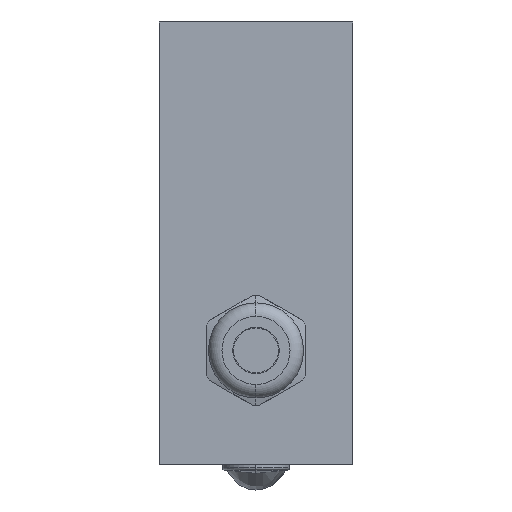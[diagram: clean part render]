
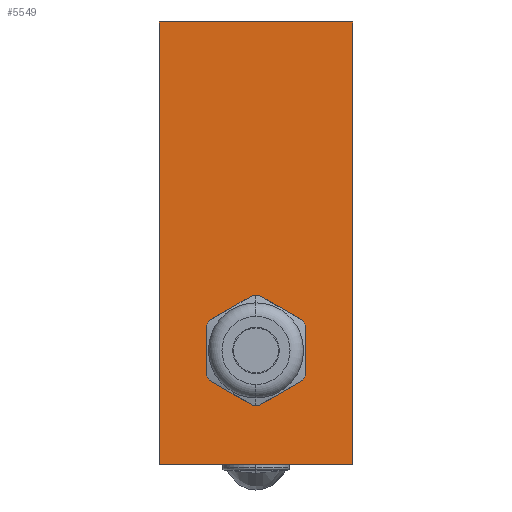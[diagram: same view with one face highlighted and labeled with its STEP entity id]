
A CAD part, left-side view. The second image highlights one B-rep face of the part: STEP entity #5549.
In plain terms, the highlighted planar face has unit normal (-1, 0, 0).
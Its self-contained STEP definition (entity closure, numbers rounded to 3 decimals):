
#27=DIRECTION('',(0.,0.,1.));
#28=VECTOR('',#27,49.378);
#29=CARTESIAN_POINT('',(0.,-10.795,-6.201));
#30=LINE('',#29,#28);
#205=DIRECTION('',(0.,1.,0.));
#206=VECTOR('',#205,21.59);
#207=CARTESIAN_POINT('',(0.,-10.795,43.177));
#208=LINE('',#207,#206);
#368=DIRECTION('',(0.,0.,1.));
#369=VECTOR('',#368,49.378);
#370=CARTESIAN_POINT('',(0.,10.795,-6.201));
#371=LINE('',#370,#369);
#469=DIRECTION('',(0.,1.,0.));
#470=VECTOR('',#469,21.59);
#471=CARTESIAN_POINT('',(0.,-10.795,-6.201));
#472=LINE('',#471,#470);
#473=CARTESIAN_POINT('',(0.,0.,6.5));
#474=DIRECTION('',(1.,0.,0.));
#475=DIRECTION('',(0.,-0.841,0.542));
#476=AXIS2_PLACEMENT_3D('',#473,#474,#475);
#478=DIRECTION('',(0.,0.866,0.5));
#479=VECTOR('',#478,5.653);
#480=CARTESIAN_POINT('',(0.,-5.198,9.85));
#481=LINE('',#480,#479);
#482=CARTESIAN_POINT('',(0.,0.,6.5));
#483=DIRECTION('',(1.,0.,0.));
#484=DIRECTION('',(0.,0.049,0.999));
#485=AXIS2_PLACEMENT_3D('',#482,#483,#484);
#487=DIRECTION('',(0.,0.866,-0.5));
#488=VECTOR('',#487,5.653);
#489=CARTESIAN_POINT('',(0.,0.302,12.676));
#490=LINE('',#489,#488);
#491=CARTESIAN_POINT('',(0.,0.,6.5));
#492=DIRECTION('',(1.,0.,0.));
#493=DIRECTION('',(0.,0.889,0.457));
#494=AXIS2_PLACEMENT_3D('',#491,#492,#493);
#496=DIRECTION('',(0.,0.,-1.));
#497=VECTOR('',#496,5.653);
#498=CARTESIAN_POINT('',(0.,5.5,9.326));
#499=LINE('',#498,#497);
#500=CARTESIAN_POINT('',(0.,0.,6.5));
#501=DIRECTION('',(1.,0.,0.));
#502=DIRECTION('',(0.,0.841,-0.542));
#503=AXIS2_PLACEMENT_3D('',#500,#501,#502);
#505=DIRECTION('',(0.,-0.866,-0.5));
#506=VECTOR('',#505,5.653);
#507=CARTESIAN_POINT('',(0.,5.198,3.15));
#508=LINE('',#507,#506);
#509=CARTESIAN_POINT('',(0.,0.,6.5));
#510=DIRECTION('',(1.,0.,0.));
#511=DIRECTION('',(0.,-0.049,-0.999));
#512=AXIS2_PLACEMENT_3D('',#509,#510,#511);
#514=DIRECTION('',(0.,-0.866,0.5));
#515=VECTOR('',#514,5.653);
#516=CARTESIAN_POINT('',(0.,-0.302,0.324));
#517=LINE('',#516,#515);
#518=CARTESIAN_POINT('',(0.,0.,6.5));
#519=DIRECTION('',(1.,0.,0.));
#520=DIRECTION('',(0.,-0.889,-0.457));
#521=AXIS2_PLACEMENT_3D('',#518,#519,#520);
#523=DIRECTION('',(0.,0.,1.));
#524=VECTOR('',#523,5.653);
#525=CARTESIAN_POINT('',(0.,-5.5,3.674));
#526=LINE('',#525,#524);
#4095=CARTESIAN_POINT('',(0.,-10.795,-6.201));
#4096=CARTESIAN_POINT('',(0.,-10.795,43.177));
#4097=VERTEX_POINT('',#4095);
#4098=VERTEX_POINT('',#4096);
#4101=CARTESIAN_POINT('',(0.,10.795,-6.201));
#4102=CARTESIAN_POINT('',(0.,10.795,43.177));
#4103=VERTEX_POINT('',#4101);
#4104=VERTEX_POINT('',#4102);
#5031=CARTESIAN_POINT('',(0.,-5.198,9.85));
#5032=CARTESIAN_POINT('',(0.,-5.5,9.326));
#5033=VERTEX_POINT('',#5031);
#5034=VERTEX_POINT('',#5032);
#5035=CARTESIAN_POINT('',(0.,-5.5,3.674));
#5036=CARTESIAN_POINT('',(0.,-5.198,3.15));
#5037=VERTEX_POINT('',#5035);
#5038=VERTEX_POINT('',#5036);
#5039=CARTESIAN_POINT('',(0.,-0.302,0.324));
#5040=CARTESIAN_POINT('',(0.,0.302,0.324));
#5041=VERTEX_POINT('',#5039);
#5042=VERTEX_POINT('',#5040);
#5043=CARTESIAN_POINT('',(0.,5.198,3.15));
#5044=CARTESIAN_POINT('',(0.,5.5,3.674));
#5045=VERTEX_POINT('',#5043);
#5046=VERTEX_POINT('',#5044);
#5047=CARTESIAN_POINT('',(0.,5.5,9.326));
#5048=CARTESIAN_POINT('',(0.,5.198,9.85));
#5049=VERTEX_POINT('',#5047);
#5050=VERTEX_POINT('',#5048);
#5051=CARTESIAN_POINT('',(0.,0.302,12.676));
#5052=CARTESIAN_POINT('',(0.,-0.302,12.676));
#5053=VERTEX_POINT('',#5051);
#5054=VERTEX_POINT('',#5052);
#5511=CARTESIAN_POINT('',(0.,-10.795,-6.201));
#5512=DIRECTION('',(-1.,0.,0.));
#5513=DIRECTION('',(0.,0.,1.));
#5514=AXIS2_PLACEMENT_3D('',#5511,#5512,#5513);
#5515=PLANE('',#5514);
#5516=ORIENTED_EDGE('',*,*,#5076,.F.);
#5518=ORIENTED_EDGE('',*,*,#5517,.T.);
#5519=ORIENTED_EDGE('',*,*,#5424,.T.);
#5520=ORIENTED_EDGE('',*,*,#5255,.F.);
#5521=EDGE_LOOP('',(#5516,#5518,#5519,#5520));
#5522=FACE_OUTER_BOUND('',#5521,.F.);
#5524=ORIENTED_EDGE('',*,*,#5523,.F.);
#5526=ORIENTED_EDGE('',*,*,#5525,.T.);
#5528=ORIENTED_EDGE('',*,*,#5527,.F.);
#5530=ORIENTED_EDGE('',*,*,#5529,.T.);
#5532=ORIENTED_EDGE('',*,*,#5531,.F.);
#5534=ORIENTED_EDGE('',*,*,#5533,.T.);
#5536=ORIENTED_EDGE('',*,*,#5535,.F.);
#5538=ORIENTED_EDGE('',*,*,#5537,.T.);
#5540=ORIENTED_EDGE('',*,*,#5539,.F.);
#5542=ORIENTED_EDGE('',*,*,#5541,.T.);
#5544=ORIENTED_EDGE('',*,*,#5543,.F.);
#5546=ORIENTED_EDGE('',*,*,#5545,.T.);
#5547=EDGE_LOOP('',(#5524,#5526,#5528,#5530,#5532,#5534,#5536,#5538,#5540,#5542,
#5544,#5546));
#5548=FACE_BOUND('',#5547,.F.);
#5549=ADVANCED_FACE('',(#5522,#5548),#5515,.T.);
#477=CIRCLE('',#476,6.184);
#486=CIRCLE('',#485,6.184);
#495=CIRCLE('',#494,6.184);
#504=CIRCLE('',#503,6.184);
#513=CIRCLE('',#512,6.184);
#522=CIRCLE('',#521,6.184);
#5076=EDGE_CURVE('',#4097,#4098,#30,.T.);
#5255=EDGE_CURVE('',#4098,#4104,#208,.T.);
#5424=EDGE_CURVE('',#4103,#4104,#371,.T.);
#5517=EDGE_CURVE('',#4097,#4103,#472,.T.);
#5523=EDGE_CURVE('',#5033,#5034,#477,.T.);
#5525=EDGE_CURVE('',#5033,#5054,#481,.T.);
#5527=EDGE_CURVE('',#5053,#5054,#486,.T.);
#5529=EDGE_CURVE('',#5053,#5050,#490,.T.);
#5531=EDGE_CURVE('',#5049,#5050,#495,.T.);
#5533=EDGE_CURVE('',#5049,#5046,#499,.T.);
#5535=EDGE_CURVE('',#5045,#5046,#504,.T.);
#5537=EDGE_CURVE('',#5045,#5042,#508,.T.);
#5539=EDGE_CURVE('',#5041,#5042,#513,.T.);
#5541=EDGE_CURVE('',#5041,#5038,#517,.T.);
#5543=EDGE_CURVE('',#5037,#5038,#522,.T.);
#5545=EDGE_CURVE('',#5037,#5034,#526,.T.);
